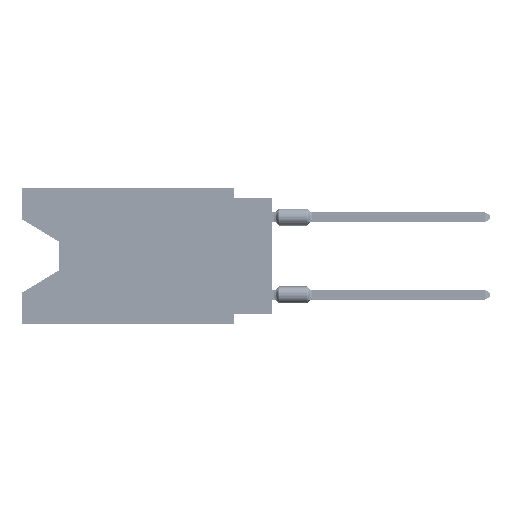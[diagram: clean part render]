
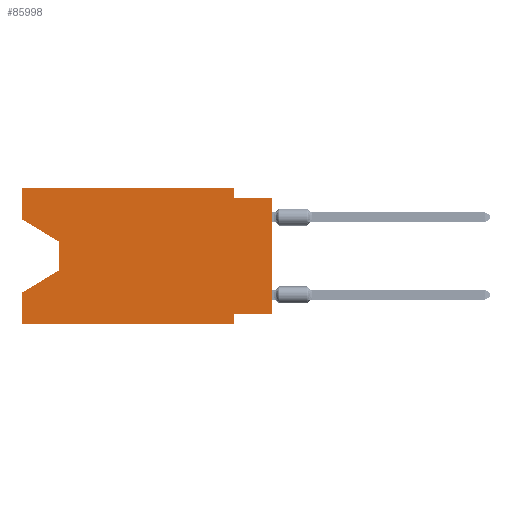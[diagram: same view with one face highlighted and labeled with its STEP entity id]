
A CAD part, left-side view. The second image highlights one B-rep face of the part: STEP entity #85998.
In plain terms, the highlighted planar face has unit normal (-1, 0, 0).
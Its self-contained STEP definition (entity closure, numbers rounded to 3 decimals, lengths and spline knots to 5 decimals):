
#1180 = LINE ( 'NONE', #48040, #48330 ) ;
#1493 = VECTOR ( 'NONE', #83293, 39.37008 ) ;
#1703 = CARTESIAN_POINT ( 'NONE',  ( 0., 0.645, -0.08025 ) ) ;
#2362 = VERTEX_POINT ( 'NONE', #72798 ) ;
#3428 = VERTEX_POINT ( 'NONE', #91193 ) ;
#5621 = CARTESIAN_POINT ( 'NONE',  ( 0., 0.55, -0.138 ) ) ;
#5690 = ORIENTED_EDGE ( 'NONE', *, *, #77592, .F. ) ;
#5997 = VECTOR ( 'NONE', #85466, 39.37008 ) ;
#6309 = VERTEX_POINT ( 'NONE', #35683 ) ;
#7786 = LINE ( 'NONE', #54136, #5997 ) ;
#8237 = LINE ( 'NONE', #9254, #65416 ) ;
#9254 = CARTESIAN_POINT ( 'NONE',  ( 0., 0., -0.325 ) ) ;
#9450 = DIRECTION ( 'NONE',  ( 0., 0., -1. ) ) ;
#9810 = EDGE_CURVE ( 'NONE', #73808, #13057, #8237, .T. ) ;
#11356 = VERTEX_POINT ( 'NONE', #42345 ) ;
#11520 = VECTOR ( 'NONE', #88763, 39.37008 ) ;
#13057 = VERTEX_POINT ( 'NONE', #44795 ) ;
#13108 = VERTEX_POINT ( 'NONE', #59205 ) ;
#13267 = VECTOR ( 'NONE', #81978, 39.37008 ) ;
#13314 = VECTOR ( 'NONE', #65491, 39.37008 ) ;
#18040 = CARTESIAN_POINT ( 'NONE',  ( 0., 0., -0.325 ) ) ;
#18294 = VERTEX_POINT ( 'NONE', #65856 ) ;
#20199 = LINE ( 'NONE', #36113, #13314 ) ;
#21426 = VECTOR ( 'NONE', #31955, 39.37008 ) ;
#22489 = LINE ( 'NONE', #30220, #49522 ) ;
#23190 = EDGE_CURVE ( 'NONE', #92983, #3428, #7786, .T. ) ;
#28418 = ORIENTED_EDGE ( 'NONE', *, *, #42872, .F. ) ;
#28813 = ORIENTED_EDGE ( 'NONE', *, *, #67176, .T. ) ;
#30220 = CARTESIAN_POINT ( 'NONE',  ( 0., 0., 0. ) ) ;
#31955 = DIRECTION ( 'NONE',  ( 0., 0., -1. ) ) ;
#31962 = VERTEX_POINT ( 'NONE', #82834 ) ;
#32428 = VECTOR ( 'NONE', #63057, 39.37008 ) ;
#33112 = DIRECTION ( 'NONE',  ( 1., 0., 0. ) ) ;
#34443 = ORIENTED_EDGE ( 'NONE', *, *, #74302, .T. ) ;
#35683 = CARTESIAN_POINT ( 'NONE',  ( 0., 0.645, -0.26975 ) ) ;
#36058 = VERTEX_POINT ( 'NONE', #73493 ) ;
#36113 = CARTESIAN_POINT ( 'NONE',  ( 0., 0.645, 0. ) ) ;
#36974 = DIRECTION ( 'NONE',  ( 0., 0., -1. ) ) ;
#40070 = CARTESIAN_POINT ( 'NONE',  ( 0., 0.1, 0. ) ) ;
#40130 = DIRECTION ( 'NONE',  ( 0., 1., 0. ) ) ;
#40695 = CARTESIAN_POINT ( 'NONE',  ( 0., 0.1, -0.35 ) ) ;
#41868 = ORIENTED_EDGE ( 'NONE', *, *, #85325, .F. ) ;
#42345 = CARTESIAN_POINT ( 'NONE',  ( 0., 0.55, -0.138 ) ) ;
#42872 = EDGE_CURVE ( 'NONE', #3428, #64951, #20199, .T. ) ;
#43236 = ORIENTED_EDGE ( 'NONE', *, *, #70513, .F. ) ;
#44098 = EDGE_LOOP ( 'NONE', ( #52511, #28813, #63219, #43236, #34443, #48766, #90082, #65283, #5690, #41868, #28418, #63556 ) ) ;
#44795 = CARTESIAN_POINT ( 'NONE',  ( 0., 0.1, -0.325 ) ) ;
#45033 = EDGE_CURVE ( 'NONE', #73808, #36058, #22489, .T. ) ;
#48040 = CARTESIAN_POINT ( 'NONE',  ( 0., 0., -0.025 ) ) ;
#48330 = VECTOR ( 'NONE', #93785, 39.37008 ) ;
#48766 = ORIENTED_EDGE ( 'NONE', *, *, #58947, .F. ) ;
#49522 = VECTOR ( 'NONE', #92938, 39.37008 ) ;
#50429 = LINE ( 'NONE', #51953, #1493 ) ;
#51953 = CARTESIAN_POINT ( 'NONE',  ( 0., 0.1, 0. ) ) ;
#52440 = LINE ( 'NONE', #5621, #58447 ) ;
#52511 = ORIENTED_EDGE ( 'NONE', *, *, #57017, .T. ) ;
#54136 = CARTESIAN_POINT ( 'NONE',  ( 0., 0.645, 0. ) ) ;
#55859 = CARTESIAN_POINT ( 'NONE',  ( 0., 0.645, 0. ) ) ;
#57017 = EDGE_CURVE ( 'NONE', #92983, #11356, #59443, .T. ) ;
#57904 = VECTOR ( 'NONE', #96293, 39.37008 ) ;
#58354 = LINE ( 'NONE', #89691, #13267 ) ;
#58447 = VECTOR ( 'NONE', #36974, 39.37008 ) ;
#58947 = EDGE_CURVE ( 'NONE', #13057, #31962, #79786, .T. ) ;
#59205 = CARTESIAN_POINT ( 'NONE',  ( 0., 0.1, -0.025 ) ) ;
#59443 = LINE ( 'NONE', #82572, #11520 ) ;
#63057 = DIRECTION ( 'NONE',  ( 0., 0., 1. ) ) ;
#63219 = ORIENTED_EDGE ( 'NONE', *, *, #99507, .T. ) ;
#63556 = ORIENTED_EDGE ( 'NONE', *, *, #23190, .F. ) ;
#64951 = VERTEX_POINT ( 'NONE', #40070 ) ;
#65283 = ORIENTED_EDGE ( 'NONE', *, *, #45033, .T. ) ;
#65416 = VECTOR ( 'NONE', #40130, 39.37008 ) ;
#65491 = DIRECTION ( 'NONE',  ( 0., -1., 0. ) ) ;
#65856 = CARTESIAN_POINT ( 'NONE',  ( 0., 0.645, -0.35 ) ) ;
#67176 = EDGE_CURVE ( 'NONE', #11356, #2362, #52440, .T. ) ;
#70513 = EDGE_CURVE ( 'NONE', #18294, #6309, #87184, .T. ) ;
#72223 = CARTESIAN_POINT ( 'NONE',  ( 0., 0.645, 0. ) ) ;
#72741 = PLANE ( 'NONE',  #88644 ) ;
#72798 = CARTESIAN_POINT ( 'NONE',  ( 0., 0.55, -0.212 ) ) ;
#73493 = CARTESIAN_POINT ( 'NONE',  ( 0., 0., -0.025 ) ) ;
#73808 = VERTEX_POINT ( 'NONE', #18040 ) ;
#74302 = EDGE_CURVE ( 'NONE', #18294, #31962, #58354, .T. ) ;
#77592 = EDGE_CURVE ( 'NONE', #13108, #36058, #1180, .T. ) ;
#79373 = LINE ( 'NONE', #88568, #57904 ) ;
#79786 = LINE ( 'NONE', #40695, #21426 ) ;
#80930 = FACE_OUTER_BOUND ( 'NONE', #44098, .T. ) ;
#81978 = DIRECTION ( 'NONE',  ( 0., -1., 0. ) ) ;
#82572 = CARTESIAN_POINT ( 'NONE',  ( 0., 0.645, -0.08025 ) ) ;
#82834 = CARTESIAN_POINT ( 'NONE',  ( 0., 0.1, -0.35 ) ) ;
#83293 = DIRECTION ( 'NONE',  ( 0., 0., -1. ) ) ;
#85325 = EDGE_CURVE ( 'NONE', #64951, #13108, #50429, .T. ) ;
#85466 = DIRECTION ( 'NONE',  ( 0., 0., 1. ) ) ;
#85998 = ADVANCED_FACE ( 'NONE', ( #80930 ), #72741, .F. ) ;
#87184 = LINE ( 'NONE', #55859, #32428 ) ;
#88568 = CARTESIAN_POINT ( 'NONE',  ( 0., 0.55, -0.212 ) ) ;
#88644 = AXIS2_PLACEMENT_3D ( 'NONE', #72223, #33112, #9450 ) ;
#88763 = DIRECTION ( 'NONE',  ( 0., -0.855, -0.519 ) ) ;
#89691 = CARTESIAN_POINT ( 'NONE',  ( 0., 0.645, -0.35 ) ) ;
#90082 = ORIENTED_EDGE ( 'NONE', *, *, #9810, .F. ) ;
#91193 = CARTESIAN_POINT ( 'NONE',  ( 0., 0.645, 0. ) ) ;
#92938 = DIRECTION ( 'NONE',  ( 0., 0., 1. ) ) ;
#92983 = VERTEX_POINT ( 'NONE', #1703 ) ;
#93785 = DIRECTION ( 'NONE',  ( 0., -1., 0. ) ) ;
#96293 = DIRECTION ( 'NONE',  ( 0., 0.855, -0.519 ) ) ;
#99507 = EDGE_CURVE ( 'NONE', #2362, #6309, #79373, .T. ) ;
